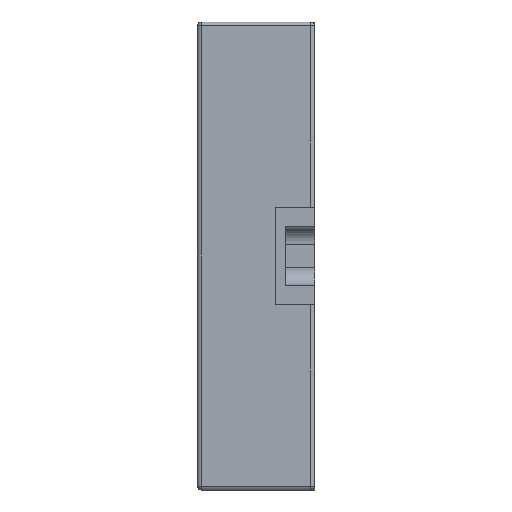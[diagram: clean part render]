
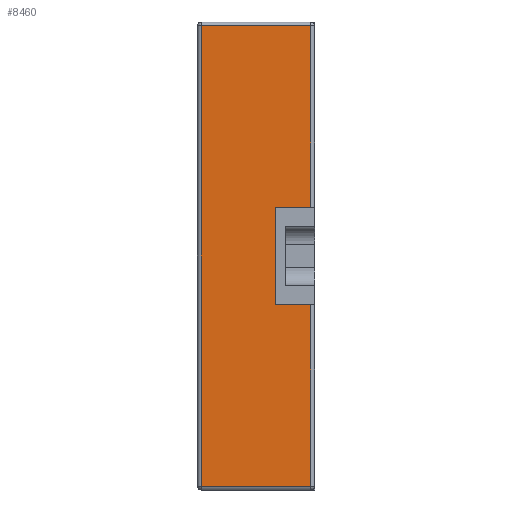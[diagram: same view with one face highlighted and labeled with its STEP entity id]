
A CAD part, left-side view. The second image highlights one B-rep face of the part: STEP entity #8460.
In plain terms, the highlighted planar face has unit normal (-1, 0, 0).
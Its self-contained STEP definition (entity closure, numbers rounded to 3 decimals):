
#292 = EDGE_CURVE ( 'NONE', #2919, #1179, #489, .T. ) ;
#476 = DIRECTION ( 'NONE',  ( 0., 1., 0. ) ) ;
#489 = LINE ( 'NONE', #761, #7799 ) ;
#537 = ORIENTED_EDGE ( 'NONE', *, *, #4584, .T. ) ;
#671 = EDGE_CURVE ( 'NONE', #1179, #5174, #8267, .T. ) ;
#761 = CARTESIAN_POINT ( 'NONE',  ( -1.2, 0.6, 0.251 ) ) ;
#815 = ORIENTED_EDGE ( 'NONE', *, *, #8964, .T. ) ;
#862 = VERTEX_POINT ( 'NONE', #4539 ) ;
#879 = CARTESIAN_POINT ( 'NONE',  ( -1.2, 0.02, 0.251 ) ) ;
#1167 = CARTESIAN_POINT ( 'NONE',  ( -1.2, 0.58, -1.18 ) ) ;
#1179 = VERTEX_POINT ( 'NONE', #879 ) ;
#1326 = CARTESIAN_POINT ( 'NONE',  ( -1.2, 0.201, 0.251 ) ) ;
#1353 = DIRECTION ( 'NONE',  ( 0., 0., -1. ) ) ;
#1640 = EDGE_CURVE ( 'NONE', #862, #2919, #2410, .T. ) ;
#1781 = DIRECTION ( 'NONE',  ( 0., 0., 1. ) ) ;
#1934 = LINE ( 'NONE', #2243, #3959 ) ;
#2243 = CARTESIAN_POINT ( 'NONE',  ( -1.2, 0.02, -1.2 ) ) ;
#2410 = LINE ( 'NONE', #7047, #6172 ) ;
#2442 = CARTESIAN_POINT ( 'NONE',  ( -1.2, 0.6, -1.18 ) ) ;
#2768 = LINE ( 'NONE', #8872, #7016 ) ;
#2822 = DIRECTION ( 'NONE',  ( 0., 0., 1. ) ) ;
#2919 = VERTEX_POINT ( 'NONE', #1326 ) ;
#3007 = DIRECTION ( 'NONE',  ( 0., -1., 0. ) ) ;
#3118 = ORIENTED_EDGE ( 'NONE', *, *, #6126, .T. ) ;
#3322 = ORIENTED_EDGE ( 'NONE', *, *, #1640, .T. ) ;
#3489 = CARTESIAN_POINT ( 'NONE',  ( -1.2, 0.6, 1.18 ) ) ;
#3520 = FACE_OUTER_BOUND ( 'NONE', #4600, .T. ) ;
#3719 = DIRECTION ( 'NONE',  ( 1., 0., 0. ) ) ;
#3773 = DIRECTION ( 'NONE',  ( 0., 0., 1. ) ) ;
#3917 = AXIS2_PLACEMENT_3D ( 'NONE', #8233, #3719, #8979 ) ;
#3959 = VECTOR ( 'NONE', #3773, 1000. ) ;
#4110 = VERTEX_POINT ( 'NONE', #6550 ) ;
#4234 = CARTESIAN_POINT ( 'NONE',  ( -1.2, 0.02, -1.18 ) ) ;
#4539 = CARTESIAN_POINT ( 'NONE',  ( -1.2, 0.201, -0.251 ) ) ;
#4574 = VECTOR ( 'NONE', #3007, 1000. ) ;
#4584 = EDGE_CURVE ( 'NONE', #9392, #8858, #8496, .T. ) ;
#4600 = EDGE_LOOP ( 'NONE', ( #5914, #8163, #4625, #815, #537, #3118, #6777, #3322 ) ) ;
#4625 = ORIENTED_EDGE ( 'NONE', *, *, #7056, .T. ) ;
#4751 = CARTESIAN_POINT ( 'NONE',  ( -1.2, 0.02, 1.18 ) ) ;
#5174 = VERTEX_POINT ( 'NONE', #4751 ) ;
#5294 = CARTESIAN_POINT ( 'NONE',  ( -1.2, 0.6, -0.251 ) ) ;
#5710 = VERTEX_POINT ( 'NONE', #5741 ) ;
#5741 = CARTESIAN_POINT ( 'NONE',  ( -1.2, 0.02, -0.251 ) ) ;
#5914 = ORIENTED_EDGE ( 'NONE', *, *, #292, .T. ) ;
#5953 = PLANE ( 'NONE',  #3917 ) ;
#6019 = VECTOR ( 'NONE', #2822, 1000. ) ;
#6095 = DIRECTION ( 'NONE',  ( 0., -1., 0. ) ) ;
#6126 = EDGE_CURVE ( 'NONE', #8858, #5710, #1934, .T. ) ;
#6172 = VECTOR ( 'NONE', #1781, 1000. ) ;
#6471 = VECTOR ( 'NONE', #6953, 1000. ) ;
#6550 = CARTESIAN_POINT ( 'NONE',  ( -1.2, 0.58, 1.18 ) ) ;
#6777 = ORIENTED_EDGE ( 'NONE', *, *, #8534, .F. ) ;
#6953 = DIRECTION ( 'NONE',  ( 0., -1., 0. ) ) ;
#7016 = VECTOR ( 'NONE', #1353, 1000. ) ;
#7047 = CARTESIAN_POINT ( 'NONE',  ( -1.2, 0.201, -1.2 ) ) ;
#7056 = EDGE_CURVE ( 'NONE', #5174, #4110, #9208, .T. ) ;
#7154 = CARTESIAN_POINT ( 'NONE',  ( -1.2, 0.02, -1.2 ) ) ;
#7213 = VECTOR ( 'NONE', #476, 1000. ) ;
#7799 = VECTOR ( 'NONE', #6095, 1000. ) ;
#8163 = ORIENTED_EDGE ( 'NONE', *, *, #671, .T. ) ;
#8233 = CARTESIAN_POINT ( 'NONE',  ( -1.2, 0.6, -1.2 ) ) ;
#8267 = LINE ( 'NONE', #7154, #6019 ) ;
#8460 = ADVANCED_FACE ( 'NONE', ( #3520 ), #5953, .F. ) ;
#8496 = LINE ( 'NONE', #2442, #6471 ) ;
#8534 = EDGE_CURVE ( 'NONE', #862, #5710, #8578, .T. ) ;
#8578 = LINE ( 'NONE', #5294, #4574 ) ;
#8858 = VERTEX_POINT ( 'NONE', #4234 ) ;
#8872 = CARTESIAN_POINT ( 'NONE',  ( -1.2, 0.58, -1.2 ) ) ;
#8964 = EDGE_CURVE ( 'NONE', #4110, #9392, #2768, .T. ) ;
#8979 = DIRECTION ( 'NONE',  ( 0., 0., -1. ) ) ;
#9208 = LINE ( 'NONE', #3489, #7213 ) ;
#9392 = VERTEX_POINT ( 'NONE', #1167 ) ;
